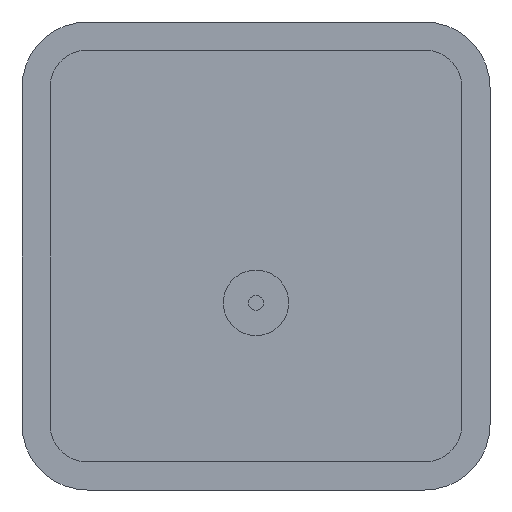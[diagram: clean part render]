
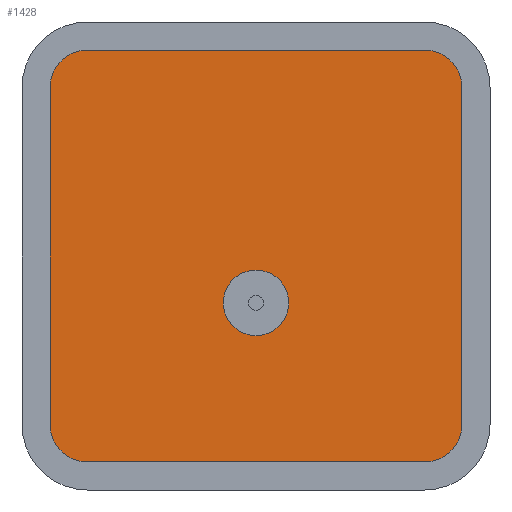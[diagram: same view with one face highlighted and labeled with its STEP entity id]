
A CAD part, front view. The second image highlights one B-rep face of the part: STEP entity #1428.
In plain terms, the highlighted planar face has unit normal (0, -1, 0).
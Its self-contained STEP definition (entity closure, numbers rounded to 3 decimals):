
#2 = CARTESIAN_POINT ( 'NONE',  ( 0., 0., -4.25 ) ) ;
#22 = EDGE_CURVE ( 'NONE', #199, #1481, #1362, .T. ) ;
#56 = AXIS2_PLACEMENT_3D ( 'NONE', #1681, #941, #664 ) ;
#61 = EDGE_CURVE ( 'NONE', #1481, #1141, #1012, .T. ) ;
#100 = LINE ( 'NONE', #210, #595 ) ;
#106 = ORIENTED_EDGE ( 'NONE', *, *, #1562, .T. ) ;
#123 = AXIS2_PLACEMENT_3D ( 'NONE', #133, #1022, #877 ) ;
#125 = VECTOR ( 'NONE', #913, 1000. ) ;
#133 = CARTESIAN_POINT ( 'NONE',  ( 9., 0., -9. ) ) ;
#157 = ORIENTED_EDGE ( 'NONE', *, *, #1174, .T. ) ;
#188 = CARTESIAN_POINT ( 'NONE',  ( -9., 0., -11. ) ) ;
#194 = VECTOR ( 'NONE', #902, 1000. ) ;
#199 = VERTEX_POINT ( 'NONE', #1476 ) ;
#210 = CARTESIAN_POINT ( 'NONE',  ( 9., 0., 11. ) ) ;
#216 = LINE ( 'NONE', #616, #194 ) ;
#224 = AXIS2_PLACEMENT_3D ( 'NONE', #754, #1779, #900 ) ;
#258 = AXIS2_PLACEMENT_3D ( 'NONE', #1101, #369, #1522 ) ;
#279 = AXIS2_PLACEMENT_3D ( 'NONE', #537, #1845, #375 ) ;
#339 = ORIENTED_EDGE ( 'NONE', *, *, #671, .T. ) ;
#343 = DIRECTION ( 'NONE',  ( 0., 0., -1. ) ) ;
#363 = CARTESIAN_POINT ( 'NONE',  ( 11., 0., 9. ) ) ;
#369 = DIRECTION ( 'NONE',  ( 0., -1., 0. ) ) ;
#375 = DIRECTION ( 'NONE',  ( 0., 0., -1. ) ) ;
#408 = ORIENTED_EDGE ( 'NONE', *, *, #61, .T. ) ;
#484 = ORIENTED_EDGE ( 'NONE', *, *, #1047, .T. ) ;
#488 = CARTESIAN_POINT ( 'NONE',  ( -9., 0., -11. ) ) ;
#492 = CARTESIAN_POINT ( 'NONE',  ( -9., 0., 9. ) ) ;
#504 = CIRCLE ( 'NONE', #279, 1.75 ) ;
#508 = DIRECTION ( 'NONE',  ( 0., 0., -1. ) ) ;
#512 = VERTEX_POINT ( 'NONE', #188 ) ;
#524 = CARTESIAN_POINT ( 'NONE',  ( -11., 0., 9. ) ) ;
#537 = CARTESIAN_POINT ( 'NONE',  ( 0., 0., -2.5 ) ) ;
#595 = VECTOR ( 'NONE', #1825, 1000. ) ;
#606 = CARTESIAN_POINT ( 'NONE',  ( 0., 0., -0.75 ) ) ;
#616 = CARTESIAN_POINT ( 'NONE',  ( 11., 0., -9. ) ) ;
#632 = EDGE_CURVE ( 'NONE', #1107, #1410, #745, .T. ) ;
#664 = DIRECTION ( 'NONE',  ( 0., 0., -1. ) ) ;
#668 = LINE ( 'NONE', #488, #125 ) ;
#671 = EDGE_CURVE ( 'NONE', #1620, #1470, #1168, .T. ) ;
#704 = ORIENTED_EDGE ( 'NONE', *, *, #22, .T. ) ;
#745 = CIRCLE ( 'NONE', #56, 1.75 ) ;
#754 = CARTESIAN_POINT ( 'NONE',  ( -9., 0., 9. ) ) ;
#774 = CARTESIAN_POINT ( 'NONE',  ( -11., 0., -9. ) ) ;
#778 = ORIENTED_EDGE ( 'NONE', *, *, #1568, .T. ) ;
#806 = CARTESIAN_POINT ( 'NONE',  ( -9., 0., -9. ) ) ;
#877 = DIRECTION ( 'NONE',  ( 0., 0., -1. ) ) ;
#900 = DIRECTION ( 'NONE',  ( 0., 0., -1. ) ) ;
#902 = DIRECTION ( 'NONE',  ( 0., 0., 1. ) ) ;
#913 = DIRECTION ( 'NONE',  ( 1., 0., 0. ) ) ;
#941 = DIRECTION ( 'NONE',  ( 0., -1., 0. ) ) ;
#947 = ORIENTED_EDGE ( 'NONE', *, *, #1438, .T. ) ;
#1007 = AXIS2_PLACEMENT_3D ( 'NONE', #806, #1079, #1833 ) ;
#1012 = LINE ( 'NONE', #524, #1191 ) ;
#1022 = DIRECTION ( 'NONE',  ( 0., -1., 0. ) ) ;
#1040 = CIRCLE ( 'NONE', #123, 2. ) ;
#1047 = EDGE_CURVE ( 'NONE', #1740, #1620, #216, .T. ) ;
#1079 = DIRECTION ( 'NONE',  ( 0., -1., 0. ) ) ;
#1101 = CARTESIAN_POINT ( 'NONE',  ( 9., 0., 9. ) ) ;
#1107 = VERTEX_POINT ( 'NONE', #606 ) ;
#1141 = VERTEX_POINT ( 'NONE', #774 ) ;
#1168 = CIRCLE ( 'NONE', #258, 2. ) ;
#1174 = EDGE_CURVE ( 'NONE', #1791, #1740, #1040, .T. ) ;
#1187 = CARTESIAN_POINT ( 'NONE',  ( -11., 0., 9. ) ) ;
#1191 = VECTOR ( 'NONE', #343, 1000. ) ;
#1244 = FACE_BOUND ( 'NONE', #1691, .T. ) ;
#1283 = CARTESIAN_POINT ( 'NONE',  ( 11., 0., -9. ) ) ;
#1362 = CIRCLE ( 'NONE', #1630, 2. ) ;
#1367 = ORIENTED_EDGE ( 'NONE', *, *, #1606, .F. ) ;
#1410 = VERTEX_POINT ( 'NONE', #2 ) ;
#1428 = ADVANCED_FACE ( 'NONE', ( #1244, #1634 ), #1621, .T. ) ;
#1438 = EDGE_CURVE ( 'NONE', #512, #1791, #668, .T. ) ;
#1470 = VERTEX_POINT ( 'NONE', #1809 ) ;
#1476 = CARTESIAN_POINT ( 'NONE',  ( -9., 0., 11. ) ) ;
#1481 = VERTEX_POINT ( 'NONE', #1187 ) ;
#1522 = DIRECTION ( 'NONE',  ( 0., 0., -1. ) ) ;
#1562 = EDGE_CURVE ( 'NONE', #1470, #199, #100, .T. ) ;
#1568 = EDGE_CURVE ( 'NONE', #1141, #512, #1755, .T. ) ;
#1606 = EDGE_CURVE ( 'NONE', #1410, #1107, #504, .T. ) ;
#1620 = VERTEX_POINT ( 'NONE', #363 ) ;
#1621 = PLANE ( 'NONE',  #224 ) ;
#1630 = AXIS2_PLACEMENT_3D ( 'NONE', #492, #1816, #508 ) ;
#1634 = FACE_OUTER_BOUND ( 'NONE', #1762, .T. ) ;
#1681 = CARTESIAN_POINT ( 'NONE',  ( 0., 0., -2.5 ) ) ;
#1691 = EDGE_LOOP ( 'NONE', ( #1367, #1881 ) ) ;
#1731 = CARTESIAN_POINT ( 'NONE',  ( 9., 0., -11. ) ) ;
#1740 = VERTEX_POINT ( 'NONE', #1283 ) ;
#1755 = CIRCLE ( 'NONE', #1007, 2. ) ;
#1762 = EDGE_LOOP ( 'NONE', ( #704, #408, #778, #947, #157, #484, #339, #106 ) ) ;
#1779 = DIRECTION ( 'NONE',  ( 0., -1., 0. ) ) ;
#1791 = VERTEX_POINT ( 'NONE', #1731 ) ;
#1809 = CARTESIAN_POINT ( 'NONE',  ( 9., 0., 11. ) ) ;
#1816 = DIRECTION ( 'NONE',  ( 0., -1., 0. ) ) ;
#1825 = DIRECTION ( 'NONE',  ( -1., 0., 0. ) ) ;
#1833 = DIRECTION ( 'NONE',  ( 0., 0., -1. ) ) ;
#1845 = DIRECTION ( 'NONE',  ( 0., -1., 0. ) ) ;
#1881 = ORIENTED_EDGE ( 'NONE', *, *, #632, .F. ) ;
